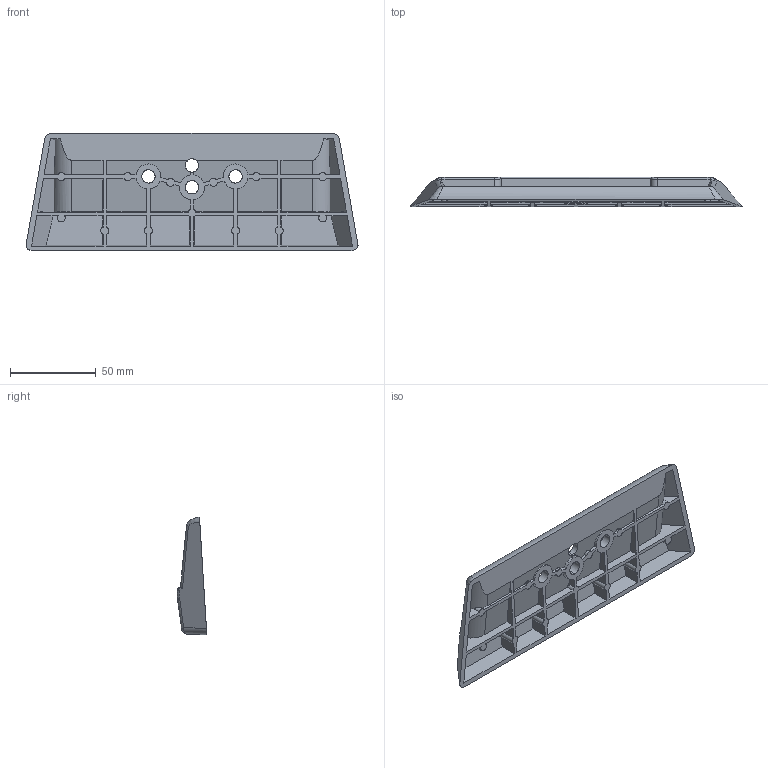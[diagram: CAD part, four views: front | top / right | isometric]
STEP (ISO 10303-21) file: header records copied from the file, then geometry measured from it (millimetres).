
FILE_DESCRIPTION (( 'STEP AP214' ), '1' );
FILE_NAME ('BVC4100.STEP', '2017-09-25T20:10:45', ( 'Temp' ), ( '' ), 'SwSTEP 2.0', 'SolidWorks 2010', '' );
FILE_SCHEMA (( 'AUTOMOTIVE_DESIGN' ));
Length unit declared in the file: inch
Products named in the file (1): BVC4100
Bounding box: 193.4 x 17.27 x 68.58 mm (x, y, z)
Volume: 65236.4 mm3; surface area: 39284.5 mm2
Topology: 1 solids, 1 shells, 235 faces, 629 edges, 408 vertices
Faces by surface type: plane 121, cylinder 89, bspline 25
Entity records: 14682 total; most frequent: CARTESIAN_POINT 9675, ORIENTED_EDGE 1254, DIRECTION 740, EDGE_CURVE 627, VERTEX_POINT 408, LINE 300, VECTOR 300, EDGE_LOOP 257
